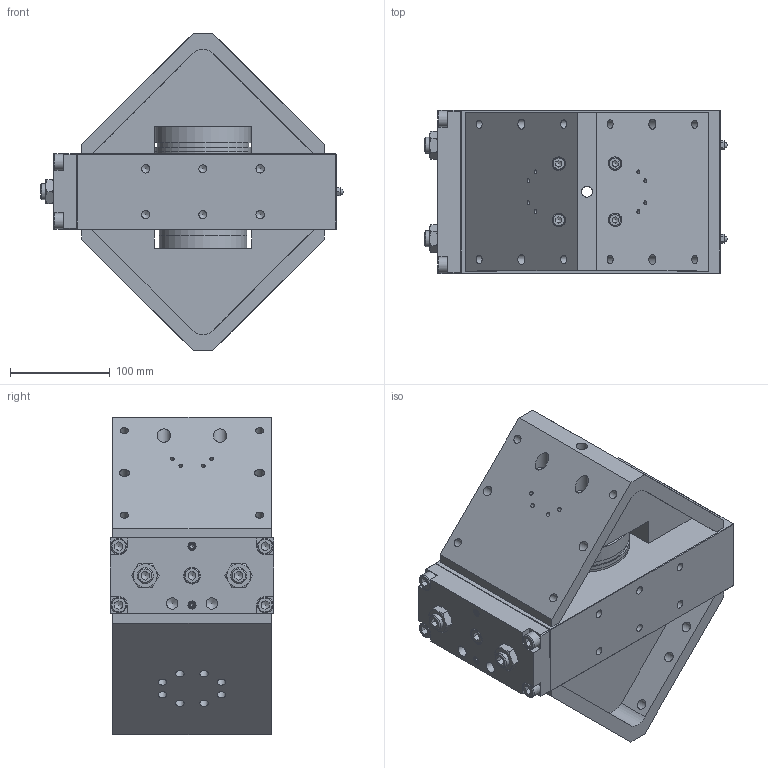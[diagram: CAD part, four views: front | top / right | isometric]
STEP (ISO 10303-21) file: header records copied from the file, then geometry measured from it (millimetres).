
FILE_DESCRIPTION(/* description */ (''),/* implementation_level */ '2;1');
FILE_NAME(/* name */ 'TC-PAO-60.stp',/* time_stamp */ '2018-01-16T10:05:59+01:00',/* author */ ('Tecnico'),/* organization */ (''),/* preprocessor_version */ 'ST-DEVELOPER v16.13',/* originating_system */ 'Autodesk Inventor 2018',/* authorisation */ '');
FILE_SCHEMA (('AUTOMOTIVE_DESIGN { 1 0 10303 214 3 1 1 }'));
Length unit declared in the file: millimetre
Products named in the file (19): TC-PAO-60; PAO-60; PAO-60-CORPO; ISO 4762 - M10 x 16; ISO 8733 - 8 x  18; PAO-60-TESTATA; DIN EN ISO 4026 - M16 x 25; ISO 4035 - M16; PAO-50-SILENZIATORE; TARGHETTA 22X52; PAO-60-PIGNONE; PAO-60-SPESSORE; PAO-60-DISTRIBUTORE; ISO 4762  - M5 x 20; ISO 4762  - M6 x 20; TC-PAO-60-TESTATA FISSA; ISO 4762 - M12 x 70; TC-PAO-60-TESTATA OSCILLANTE; ISO 4762 - M8 x 60
Assembly tree (34 placements, depth 3):
  TC-PAO-60
    PAO-60
      PAO-60-CORPO
      ISO 4762 - M10 x 16  x5
      ISO 8733 - 8 x  18  x2
      PAO-60-TESTATA
      DIN EN ISO 4026 - M16 x 25  x2
      ISO 4035 - M16  x2
      PAO-50-SILENZIATORE  x2
      TARGHETTA 22X52
      PAO-60-PIGNONE
      PAO-60-SPESSORE
      PAO-60-DISTRIBUTORE
      ISO 4762  - M5 x 20  x4
      ISO 4762  - M6 x 20  x2
    TC-PAO-60-TESTATA FISSA
    ISO 4762 - M12 x 70  x2
    TC-PAO-60-TESTATA OSCILLANTE
    ISO 4762 - M8 x 60  x4
Bounding box: 304.1 x 164.01 x 319.5 mm (x, y, z)
Volume: 6952125.7 mm3; surface area: 664087.9 mm2
Topology: 33 solids, 33 shells, 1030 faces, 2534 edges, 1630 vertices
Faces by surface type: plane 513, cylinder 238, cone 143, bspline 99, torus 35, sphere 2
Full cylindrical faces by diameter (mm): 2.816 x1, 3.242 x2, 4 x32, 4.134 x4, 4.135 x2, 4.917 x2, 5 x4, 5.3 x2, 5.5 x8, 6 x2, 6.5 x2, 6.647 x6, 8 x14, 8.1 x2, 8.376 x19, 8.5 x8, 8.566 x8, 9.5 x8, 10 x15, 10.106 x4, 10.5 x9, 11 x1, 11.445 x2, 12 x6, 12.2 x2, 13 x5, 13.5 x4, 13.835 x4, 16 x15, 17 x1
Entity records: 22866 total; most frequent: CARTESIAN_POINT 4955, DIRECTION 3312, ORIENTED_EDGE 3242, EDGE_CURVE 1621, EDGE_LOOP 1260, AXIS2_PLACEMENT_3D 1208, VERTEX_POINT 1193, LINE 896
